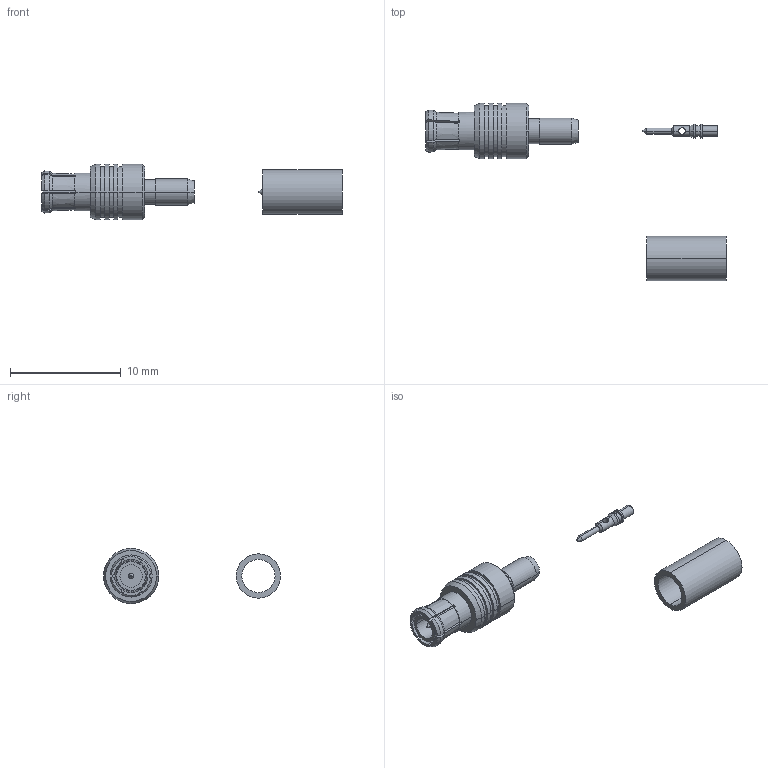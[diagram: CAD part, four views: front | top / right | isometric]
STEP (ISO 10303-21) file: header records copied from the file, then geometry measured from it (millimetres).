
FILE_DESCRIPTION (( 'STEP AP214' ), '1' );
FILE_NAME ('FMCN5339_3D.step', '2025-04-08T18:46:11', ( '' ), ( '' ), 'SwSTEP 2.0', 'SolidWorks 2022', '' );
FILE_SCHEMA (( 'AUTOMOTIVE_DESIGN' ));
Length unit declared in the file: millimetre
Products named in the file (1): FMCN5339_3D
Bounding box: 27.18 x 16 x 5 mm (x, y, z)
Volume: 168.8 mm3; surface area: 522.8 mm2
Topology: 3 solids, 3 shells, 148 faces, 350 edges, 221 vertices
Faces by surface type: plane 52, cylinder 50, cone 46
Entity records: 4480 total; most frequent: CARTESIAN_POINT 942, DIRECTION 774, ORIENTED_EDGE 696, EDGE_CURVE 348, AXIS2_PLACEMENT_3D 317, VERTEX_POINT 221, CIRCLE 168, EDGE_LOOP 167
